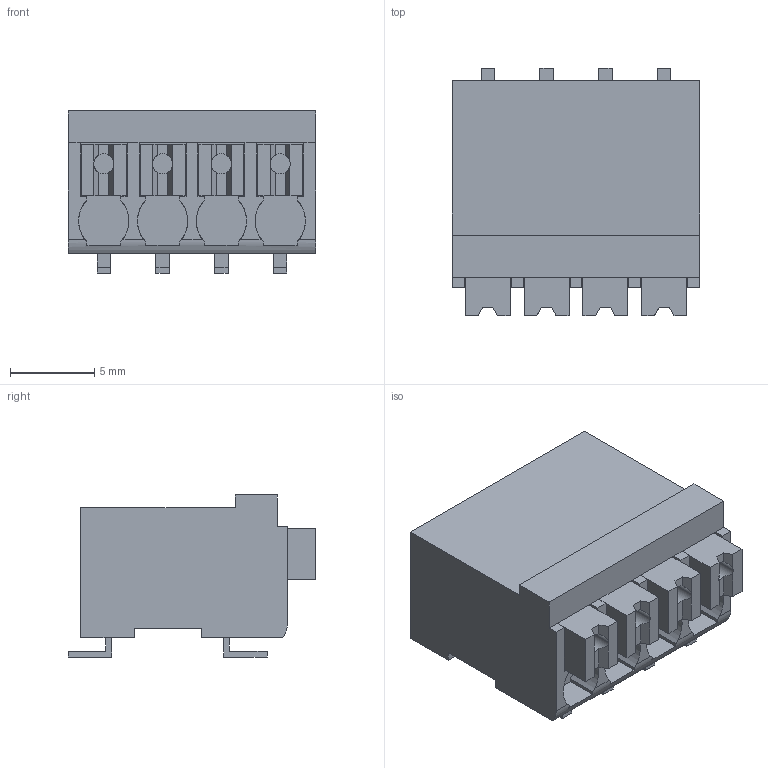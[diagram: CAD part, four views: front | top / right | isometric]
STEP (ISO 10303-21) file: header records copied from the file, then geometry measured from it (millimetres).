
FILE_DESCRIPTION(('CATIA V5 STEP','CAx-IF Rec.Pracs.--- Model Styling and Organization---1.2---2011-12-15'),'2;1');
FILE_NAME ('D1452212_0_1473510000_1473510000.stp','2018-09-01T16:23:20+00:00',('none'),('Weidmueller'),'CATIA Version 5-6 Release 2014','CATIA V5 STEP AP214','none');
FILE_SCHEMA(('AUTOMOTIVE_DESIGN { 1 0 10303 214 1 1 1 1 }'));
Length unit declared in the file: millimetre
Products named in the file (1): 1473510000
Bounding box: 14.7 x 14.75 x 9.65 mm (x, y, z)
Volume: 1363.5 mm3; surface area: 1290.7 mm2
Topology: 13 solids, 13 shells, 211 faces, 547 edges, 362 vertices
Faces by surface type: plane 186, cylinder 25
Entity records: 6014 total; most frequent: CARTESIAN_POINT 1226, ORIENTED_EDGE 1094, DIRECTION 755, EDGE_CURVE 547, VECTOR 449, LINE 449, VERTEX_POINT 362, EDGE_LOOP 219
